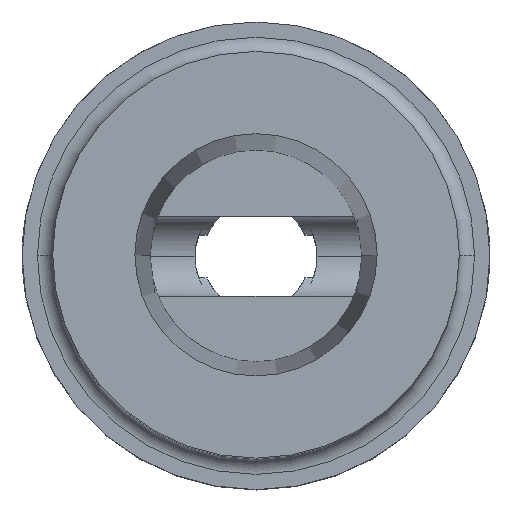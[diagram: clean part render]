
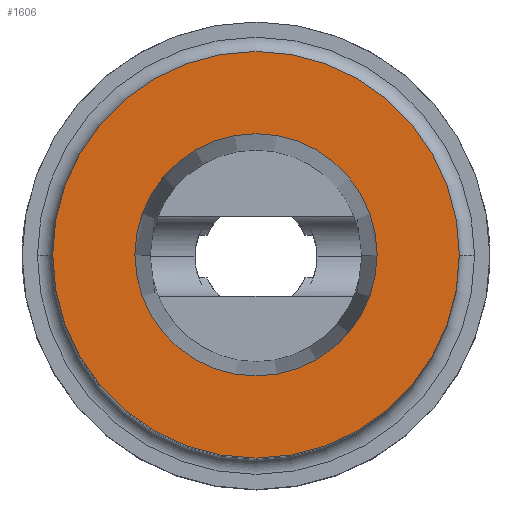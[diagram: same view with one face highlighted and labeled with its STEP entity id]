
A CAD part, top view. The second image highlights one B-rep face of the part: STEP entity #1606.
In plain terms, the highlighted planar face has unit normal (0, 0, 1).
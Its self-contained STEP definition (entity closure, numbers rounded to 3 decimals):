
#47 = CIRCLE ( 'NONE', #1037, 20. ) ;
#110 = EDGE_CURVE ( 'NONE', #1562, #1051, #1055, .T. ) ;
#124 = DIRECTION ( 'NONE',  ( 0., 0., -1. ) ) ;
#136 = EDGE_LOOP ( 'NONE', ( #1349, #2289 ) ) ;
#233 = DIRECTION ( 'NONE',  ( 1., 0., 0. ) ) ;
#243 = ORIENTED_EDGE ( 'NONE', *, *, #110, .T. ) ;
#271 = EDGE_CURVE ( 'NONE', #1559, #2238, #47, .T. ) ;
#365 = AXIS2_PLACEMENT_3D ( 'NONE', #1999, #1115, #373 ) ;
#373 = DIRECTION ( 'NONE',  ( -1., 0., 0. ) ) ;
#444 = EDGE_LOOP ( 'NONE', ( #1365, #243 ) ) ;
#703 = FACE_OUTER_BOUND ( 'NONE', #136, .T. ) ;
#994 = AXIS2_PLACEMENT_3D ( 'NONE', #1501, #2041, #233 ) ;
#1037 = AXIS2_PLACEMENT_3D ( 'NONE', #1941, #124, #1393 ) ;
#1051 = VERTEX_POINT ( 'NONE', #1272 ) ;
#1055 = CIRCLE ( 'NONE', #1274, 11.912 ) ;
#1115 = DIRECTION ( 'NONE',  ( 0., 0., -1. ) ) ;
#1192 = CIRCLE ( 'NONE', #365, 20. ) ;
#1234 = DIRECTION ( 'NONE',  ( -1., 0., 0. ) ) ;
#1272 = CARTESIAN_POINT ( 'NONE',  ( 11.912, 0., 80. ) ) ;
#1274 = AXIS2_PLACEMENT_3D ( 'NONE', #1639, #1453, #2174 ) ;
#1349 = ORIENTED_EDGE ( 'NONE', *, *, #271, .F. ) ;
#1365 = ORIENTED_EDGE ( 'NONE', *, *, #2311, .T. ) ;
#1393 = DIRECTION ( 'NONE',  ( -1., 0., 0. ) ) ;
#1453 = DIRECTION ( 'NONE',  ( 0., 0., -1. ) ) ;
#1501 = CARTESIAN_POINT ( 'NONE',  ( 0., 20., 80. ) ) ;
#1531 = AXIS2_PLACEMENT_3D ( 'NONE', #1579, #1595, #1234 ) ;
#1549 = EDGE_CURVE ( 'NONE', #2238, #1559, #1192, .T. ) ;
#1559 = VERTEX_POINT ( 'NONE', #1823 ) ;
#1562 = VERTEX_POINT ( 'NONE', #2021 ) ;
#1579 = CARTESIAN_POINT ( 'NONE',  ( 0., 0., 80. ) ) ;
#1595 = DIRECTION ( 'NONE',  ( 0., 0., -1. ) ) ;
#1606 = ADVANCED_FACE ( 'NONE', ( #2075, #703 ), #2224, .T. ) ;
#1639 = CARTESIAN_POINT ( 'NONE',  ( 0., 0., 80. ) ) ;
#1823 = CARTESIAN_POINT ( 'NONE',  ( -20., 0., 80. ) ) ;
#1941 = CARTESIAN_POINT ( 'NONE',  ( 0., 0., 80. ) ) ;
#1999 = CARTESIAN_POINT ( 'NONE',  ( 0., 0., 80. ) ) ;
#2021 = CARTESIAN_POINT ( 'NONE',  ( -11.912, 0., 80. ) ) ;
#2041 = DIRECTION ( 'NONE',  ( 0., 0., 1. ) ) ;
#2075 = FACE_BOUND ( 'NONE', #444, .T. ) ;
#2174 = DIRECTION ( 'NONE',  ( -1., 0., 0. ) ) ;
#2224 = PLANE ( 'NONE',  #994 ) ;
#2238 = VERTEX_POINT ( 'NONE', #2286 ) ;
#2283 = CIRCLE ( 'NONE', #1531, 11.912 ) ;
#2286 = CARTESIAN_POINT ( 'NONE',  ( 20., 0., 80. ) ) ;
#2289 = ORIENTED_EDGE ( 'NONE', *, *, #1549, .F. ) ;
#2311 = EDGE_CURVE ( 'NONE', #1051, #1562, #2283, .T. ) ;
